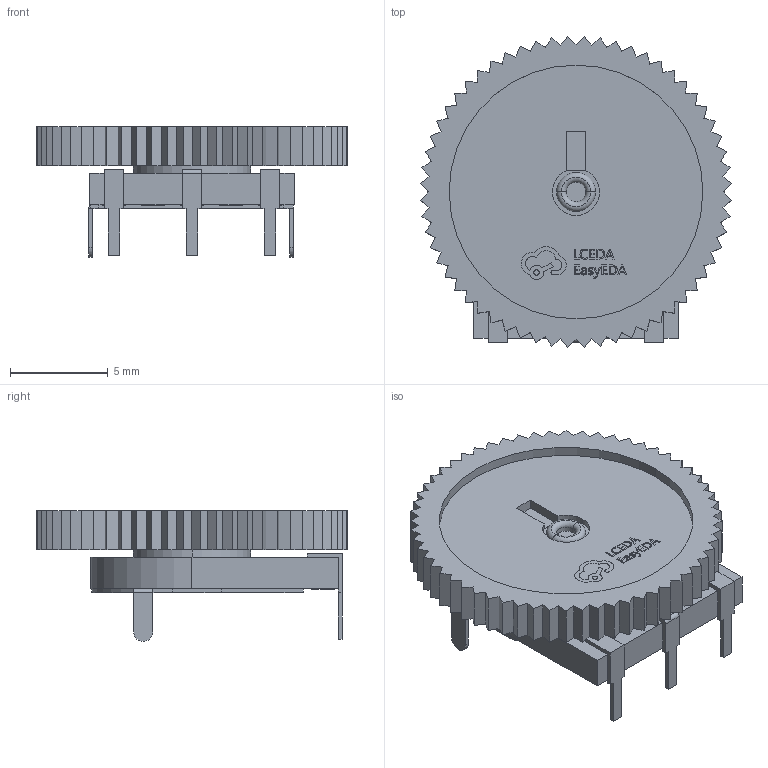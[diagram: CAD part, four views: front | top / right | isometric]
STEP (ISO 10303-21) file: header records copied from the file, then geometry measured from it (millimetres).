
FILE_DESCRIPTION(('FreeCAD Model'),'2;1');
FILE_NAME('Open CASCADE Shape Model','2025-03-06T21:40:05',(''),(''), 'Open CASCADE STEP processor 7.6','FreeCAD','Unknown');
FILE_SCHEMA(('AUTOMOTIVE_DESIGN { 1 0 10303 214 1 1 1 1 }'));
Length unit declared in the file: millimetre
Products named in the file (4): UL4Z-R1-RES-TH_WH160-1-104; COMPOUND002; COMPOUND; COMPOUND001
Assembly tree (3 placements, depth 3):
  UL4Z-R1-RES-TH_WH160-1-104
    COMPOUND002
      COMPOUND
      COMPOUND001
Bounding box: 15.98 x 15.98 x 6.7 mm (x, y, z)
Volume: 498.4 mm3; surface area: 1147.7 mm2
Topology: 2 solids, 5 shells, 512 faces, 1368 edges, 902 vertices
Faces by surface type: plane 361, bspline 98, cylinder 49, torus 4
Entity records: 19631 total; most frequent: CARTESIAN_POINT 4092, ORIENTED_EDGE 2736, DIRECTION 2108, EDGE_CURVE 1368, LINE 1064, VECTOR 1064, VERTEX_POINT 902, FACE_BOUND 548
